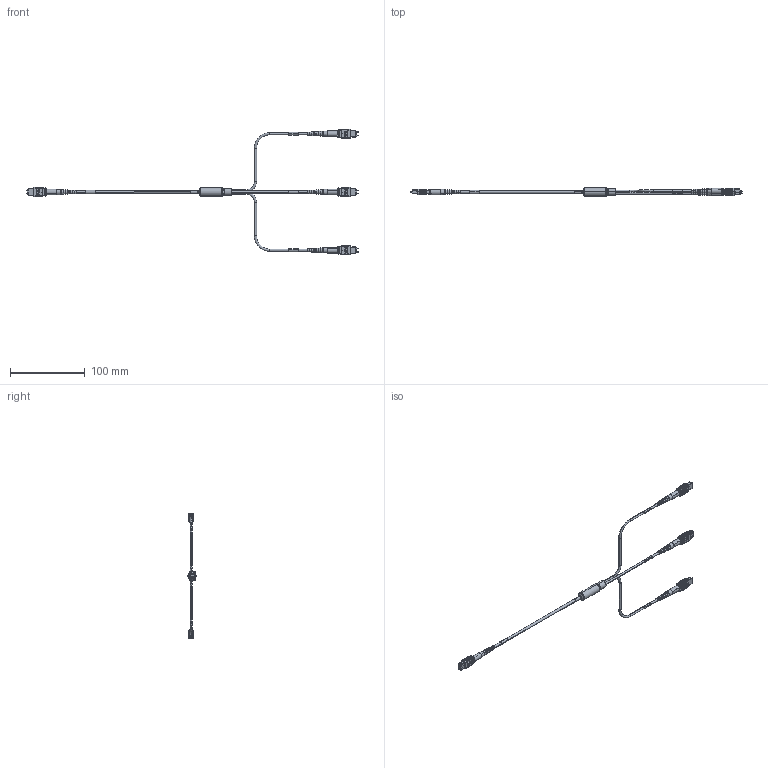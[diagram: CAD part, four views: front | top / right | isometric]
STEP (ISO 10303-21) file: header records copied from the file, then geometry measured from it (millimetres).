
FILE_DESCRIPTION (( 'STEP AP214' ), '1' );
FILE_NAME ('MPM24308OM5R-CA_3D.STEP', '2021-03-26T19:44:08', ( '' ), ( '' ), 'SwSTEP 2.0', 'SolidWorks 2020', '' );
FILE_SCHEMA (( 'AUTOMOTIVE_DESIGN' ));
Length unit declared in the file: millimetre
Products named in the file (13): 3AB04-014-MA5; MPO CABLE LABEL_3.8mm CABLE OD; MPF24-MPF-MA2_ROUND; 24C Ø3.8mm FIB CBL, 50 MM OM5 LIME RISER_6 inch; 3AB04-014-MA2_MALE (with pins); 8C Ø3mm FIB CBL, 50 MM OM5 RISER LIME ZAG_OM3-OM4; 8C Ø3mm FIB CBL, 50 MM OM5 RISER LIME; 3AB04-014-MA4; 3AB04-014-MA1; MPO CABLE LABEL_3mm CABLE OD; 3AB04-014_MALE (with pins); MPM24308OM5R-CA_3D; 3AB04-014-MA3
Assembly tree (18 placements, depth 3):
  MPM24308OM5R-CA_3D
    3AB04-014_MALE (with pins)  x4
      3AB04-014-MA2_MALE (with pins)
      3AB04-014-MA3
      3AB04-014-MA4
      3AB04-014-MA1
      3AB04-014-MA5
    24C Ø3.8mm FIB CBL, 50 MM OM5 LIME RISER_6 inch
    MPF24-MPF-MA2_ROUND
    8C Ø3mm FIB CBL, 50 MM OM5 RISER LIME ZAG_OM3-OM4  x2
    8C Ø3mm FIB CBL, 50 MM OM5 RISER LIME
    MPO CABLE LABEL_3.8mm CABLE OD
    MPO CABLE LABEL_3mm CABLE OD  x3
Bounding box: 442.7 x 11.18 x 167.81 mm (x, y, z)
Volume: 16172.3 mm3; surface area: 26179 mm2
Topology: 29 solids, 29 shells, 1700 faces, 4734 edges, 3100 vertices
Faces by surface type: plane 1262, cylinder 290, bspline 80, torus 40, cone 28
Entity records: 16696 total; most frequent: CARTESIAN_POINT 4290, ORIENTED_EDGE 2488, DIRECTION 2366, EDGE_CURVE 1244, VECTOR 822, LINE 822, VERTEX_POINT 810, AXIS2_PLACEMENT_3D 772
